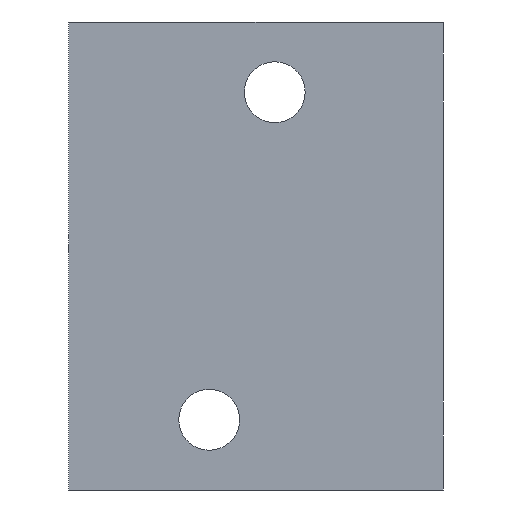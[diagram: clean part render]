
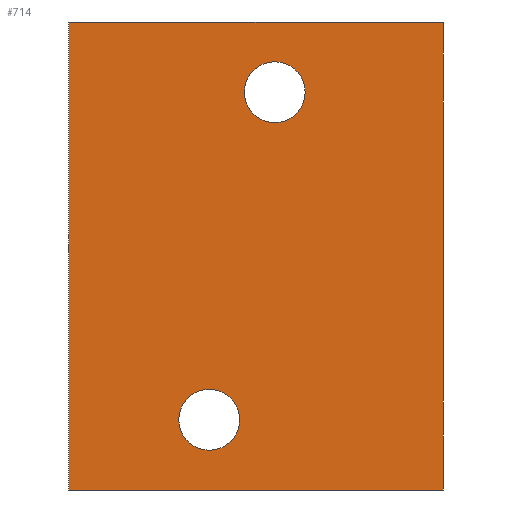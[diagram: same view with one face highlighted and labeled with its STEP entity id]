
A CAD part, left-side view. The second image highlights one B-rep face of the part: STEP entity #714.
In plain terms, the highlighted planar face has unit normal (-1, 0, 0).
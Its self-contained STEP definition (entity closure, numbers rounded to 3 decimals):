
#401=CARTESIAN_POINT('',(0.0,40.,50.0));
#402=VERTEX_POINT('',#401);
#409=CARTESIAN_POINT('',(0.0,0.0,50.0));
#410=VERTEX_POINT('',#409);
#411=CARTESIAN_POINT('',(0.0,0.0,50.0));
#412=DIRECTION('',(0.0,1.0,0.0));
#413=VECTOR('',#412,40.);
#414=LINE('',#411,#413);
#415=EDGE_CURVE('',#410,#402,#414,.T.);
#484=CARTESIAN_POINT('',(0.0,18.,45.75));
#485=VERTEX_POINT('',#484);
#486=CARTESIAN_POINT('',(0.0,18.,42.5));
#487=DIRECTION('',(1.0,0.0,0.0));
#488=DIRECTION('',(0.0,0.0,-1.0));
#489=AXIS2_PLACEMENT_3D('',#486,#487,#488);
#490=CIRCLE('',#489,3.25);
#491=EDGE_CURVE('',#485,#485,#490,.T.);
#533=CARTESIAN_POINT('',(0.0,25.0,10.75));
#534=VERTEX_POINT('',#533);
#535=CARTESIAN_POINT('',(0.0,25.0,7.5));
#536=DIRECTION('',(1.0,0.0,0.0));
#537=DIRECTION('',(0.0,0.0,-1.0));
#538=AXIS2_PLACEMENT_3D('',#535,#536,#537);
#539=CIRCLE('',#538,3.25);
#540=EDGE_CURVE('',#534,#534,#539,.T.);
#570=CARTESIAN_POINT('',(0.0,40.,0.0));
#571=VERTEX_POINT('',#570);
#578=CARTESIAN_POINT('',(0.0,40.,0.0));
#579=DIRECTION('',(0.0,0.0,1.0));
#580=VECTOR('',#579,50.0);
#581=LINE('',#578,#580);
#582=EDGE_CURVE('',#571,#402,#581,.T.);
#669=CARTESIAN_POINT('',(0.0,0.0,0.0));
#670=VERTEX_POINT('',#669);
#671=CARTESIAN_POINT('',(0.0,0.0,0.0));
#672=DIRECTION('',(0.0,0.0,1.0));
#673=VECTOR('',#672,50.0);
#674=LINE('',#671,#673);
#675=EDGE_CURVE('',#670,#410,#674,.T.);
#692=CARTESIAN_POINT('',(0.0,0.0,0.0));
#693=DIRECTION('',(-1.0,0.0,0.0));
#694=DIRECTION('',(0.0,0.0,1.0));
#695=AXIS2_PLACEMENT_3D('',#692,#693,#694);
#696=PLANE('',#695);
#697=ORIENTED_EDGE('',*,*,#415,.T.);
#698=ORIENTED_EDGE('',*,*,#582,.F.);
#699=CARTESIAN_POINT('',(0.0,0.0,0.0));
#700=DIRECTION('',(0.0,1.0,0.0));
#701=VECTOR('',#700,40.);
#702=LINE('',#699,#701);
#703=EDGE_CURVE('',#670,#571,#702,.T.);
#704=ORIENTED_EDGE('',*,*,#703,.F.);
#705=ORIENTED_EDGE('',*,*,#675,.T.);
#706=EDGE_LOOP('',(#697,#698,#704,#705));
#707=FACE_OUTER_BOUND('',#706,.T.);
#708=ORIENTED_EDGE('',*,*,#491,.T.);
#709=EDGE_LOOP('',(#708));
#710=FACE_BOUND('',#709,.T.);
#711=ORIENTED_EDGE('',*,*,#540,.T.);
#712=EDGE_LOOP('',(#711));
#713=FACE_BOUND('',#712,.T.);
#714=ADVANCED_FACE('',(#707,#710,#713),#696,.T.);
